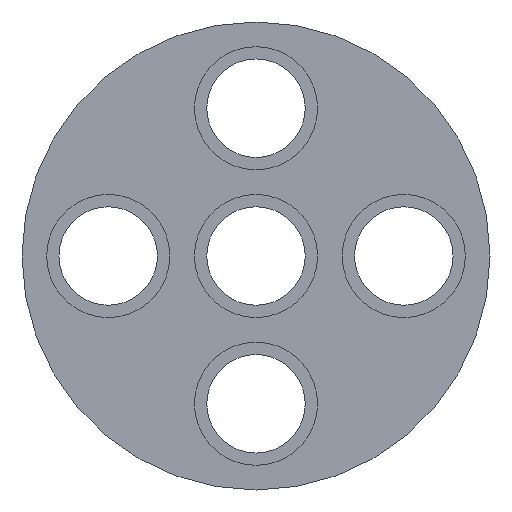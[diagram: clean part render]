
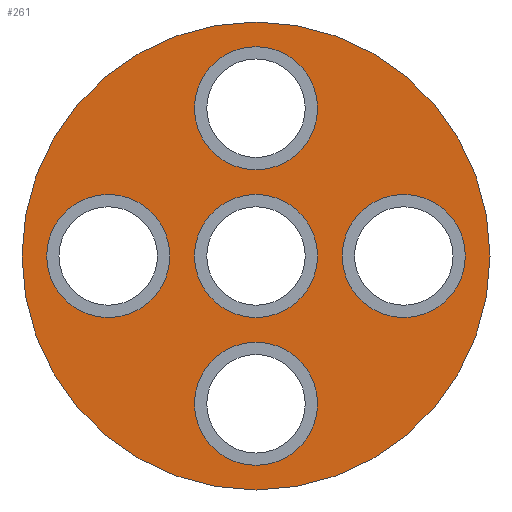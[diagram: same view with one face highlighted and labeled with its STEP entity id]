
A CAD part, front view. The second image highlights one B-rep face of the part: STEP entity #261.
In plain terms, the highlighted planar face has unit normal (0, -1, 0).
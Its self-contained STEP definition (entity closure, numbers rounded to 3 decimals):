
#2 = DIRECTION ( 'NONE',  ( 0., 1., 0. ) ) ;
#14 = DIRECTION ( 'NONE',  ( 0., 0., 1. ) ) ;
#20 = VERTEX_POINT ( 'NONE', #1436 ) ;
#105 = AXIS2_PLACEMENT_3D ( 'NONE', #1428, #1442, #608 ) ;
#122 = DIRECTION ( 'NONE',  ( 0., 0., 1. ) ) ;
#128 = VERTEX_POINT ( 'NONE', #184 ) ;
#132 = VERTEX_POINT ( 'NONE', #1248 ) ;
#157 = ORIENTED_EDGE ( 'NONE', *, *, #814, .T. ) ;
#184 = CARTESIAN_POINT ( 'NONE',  ( 0., -1.5, -3.5 ) ) ;
#191 = DIRECTION ( 'NONE',  ( 0., 0., 1. ) ) ;
#212 = ORIENTED_EDGE ( 'NONE', *, *, #1155, .T. ) ;
#223 = FACE_OUTER_BOUND ( 'NONE', #1153, .T. ) ;
#231 = VERTEX_POINT ( 'NONE', #290 ) ;
#238 = AXIS2_PLACEMENT_3D ( 'NONE', #805, #704, #1169 ) ;
#250 = EDGE_LOOP ( 'NONE', ( #702, #1281 ) ) ;
#258 = EDGE_CURVE ( 'NONE', #128, #876, #765, .T. ) ;
#259 = DIRECTION ( 'NONE',  ( 0., 0., 1. ) ) ;
#261 = ADVANCED_FACE ( 'NONE', ( #576, #1067, #945, #1056, #1073, #223 ), #354, .F. ) ;
#278 = CARTESIAN_POINT ( 'NONE',  ( 0., -1.5, -2.5 ) ) ;
#283 = CIRCLE ( 'NONE', #1164, 2.5 ) ;
#290 = CARTESIAN_POINT ( 'NONE',  ( 0., -1.5, 3.5 ) ) ;
#304 = CIRCLE ( 'NONE', #105, 9.5 ) ;
#310 = AXIS2_PLACEMENT_3D ( 'NONE', #1487, #1359, #1266 ) ;
#311 = ORIENTED_EDGE ( 'NONE', *, *, #258, .T. ) ;
#312 = CIRCLE ( 'NONE', #509, 2.5 ) ;
#354 = PLANE ( 'NONE',  #656 ) ;
#410 = CIRCLE ( 'NONE', #1092, 9.5 ) ;
#426 = CARTESIAN_POINT ( 'NONE',  ( 0., -1.5, 0. ) ) ;
#451 = VERTEX_POINT ( 'NONE', #1202 ) ;
#470 = DIRECTION ( 'NONE',  ( 0., 0., 1. ) ) ;
#485 = ORIENTED_EDGE ( 'NONE', *, *, #803, .T. ) ;
#499 = CARTESIAN_POINT ( 'NONE',  ( -6., -1.5, 0. ) ) ;
#509 = AXIS2_PLACEMENT_3D ( 'NONE', #856, #1330, #259 ) ;
#522 = EDGE_CURVE ( 'NONE', #1122, #132, #410, .T. ) ;
#543 = CARTESIAN_POINT ( 'NONE',  ( 0., -1.5, 9.5 ) ) ;
#551 = EDGE_CURVE ( 'NONE', #1035, #20, #1334, .T. ) ;
#561 = CIRCLE ( 'NONE', #1427, 2.5 ) ;
#576 = FACE_BOUND ( 'NONE', #1405, .T. ) ;
#586 = EDGE_CURVE ( 'NONE', #20, #1035, #283, .T. ) ;
#590 = DIRECTION ( 'NONE',  ( 0., 1., 0. ) ) ;
#608 = DIRECTION ( 'NONE',  ( 0., 0., -1. ) ) ;
#633 = AXIS2_PLACEMENT_3D ( 'NONE', #1137, #590, #924 ) ;
#653 = EDGE_LOOP ( 'NONE', ( #311, #212 ) ) ;
#656 = AXIS2_PLACEMENT_3D ( 'NONE', #1423, #1171, #1304 ) ;
#663 = DIRECTION ( 'NONE',  ( 0., -1., 0. ) ) ;
#668 = ORIENTED_EDGE ( 'NONE', *, *, #1283, .T. ) ;
#673 = ORIENTED_EDGE ( 'NONE', *, *, #551, .T. ) ;
#675 = VERTEX_POINT ( 'NONE', #1063 ) ;
#702 = ORIENTED_EDGE ( 'NONE', *, *, #1255, .T. ) ;
#704 = DIRECTION ( 'NONE',  ( 0., 1., 0. ) ) ;
#727 = CARTESIAN_POINT ( 'NONE',  ( -6., -1.5, 2.5 ) ) ;
#731 = AXIS2_PLACEMENT_3D ( 'NONE', #777, #1130, #1276 ) ;
#732 = AXIS2_PLACEMENT_3D ( 'NONE', #1173, #2, #470 ) ;
#745 = EDGE_CURVE ( 'NONE', #231, #957, #1141, .T. ) ;
#757 = VERTEX_POINT ( 'NONE', #727 ) ;
#759 = DIRECTION ( 'NONE',  ( 0., 0., -1. ) ) ;
#765 = CIRCLE ( 'NONE', #1179, 2.5 ) ;
#777 = CARTESIAN_POINT ( 'NONE',  ( 0., -1.5, -6. ) ) ;
#803 = EDGE_CURVE ( 'NONE', #757, #675, #990, .T. ) ;
#805 = CARTESIAN_POINT ( 'NONE',  ( 0., -1.5, 6. ) ) ;
#814 = EDGE_CURVE ( 'NONE', #132, #1122, #304, .T. ) ;
#826 = EDGE_CURVE ( 'NONE', #675, #757, #312, .T. ) ;
#856 = CARTESIAN_POINT ( 'NONE',  ( -6., -1.5, 0. ) ) ;
#876 = VERTEX_POINT ( 'NONE', #1323 ) ;
#924 = DIRECTION ( 'NONE',  ( 0., 0., 1. ) ) ;
#945 = FACE_BOUND ( 'NONE', #1052, .T. ) ;
#955 = DIRECTION ( 'NONE',  ( 0., 0., 1. ) ) ;
#957 = VERTEX_POINT ( 'NONE', #1292 ) ;
#990 = CIRCLE ( 'NONE', #1503, 2.5 ) ;
#1035 = VERTEX_POINT ( 'NONE', #278 ) ;
#1052 = EDGE_LOOP ( 'NONE', ( #485, #1136 ) ) ;
#1056 = FACE_BOUND ( 'NONE', #250, .T. ) ;
#1063 = CARTESIAN_POINT ( 'NONE',  ( -6., -1.5, -2.5 ) ) ;
#1067 = FACE_BOUND ( 'NONE', #653, .T. ) ;
#1073 = FACE_BOUND ( 'NONE', #1277, .T. ) ;
#1092 = AXIS2_PLACEMENT_3D ( 'NONE', #1493, #663, #759 ) ;
#1096 = DIRECTION ( 'NONE',  ( 0., 1., 0. ) ) ;
#1122 = VERTEX_POINT ( 'NONE', #543 ) ;
#1130 = DIRECTION ( 'NONE',  ( 0., 1., 0. ) ) ;
#1136 = ORIENTED_EDGE ( 'NONE', *, *, #826, .T. ) ;
#1137 = CARTESIAN_POINT ( 'NONE',  ( 0., -1.5, 6. ) ) ;
#1141 = CIRCLE ( 'NONE', #238, 2.5 ) ;
#1153 = EDGE_LOOP ( 'NONE', ( #157, #1516 ) ) ;
#1155 = EDGE_CURVE ( 'NONE', #876, #128, #1209, .T. ) ;
#1164 = AXIS2_PLACEMENT_3D ( 'NONE', #426, #1254, #191 ) ;
#1169 = DIRECTION ( 'NONE',  ( 0., 0., 1. ) ) ;
#1171 = DIRECTION ( 'NONE',  ( 0., 1., 0. ) ) ;
#1173 = CARTESIAN_POINT ( 'NONE',  ( 6., -1.5, 0. ) ) ;
#1179 = AXIS2_PLACEMENT_3D ( 'NONE', #1396, #1539, #122 ) ;
#1202 = CARTESIAN_POINT ( 'NONE',  ( 6., -1.5, 2.5 ) ) ;
#1209 = CIRCLE ( 'NONE', #731, 2.5 ) ;
#1211 = CIRCLE ( 'NONE', #732, 2.5 ) ;
#1248 = CARTESIAN_POINT ( 'NONE',  ( 0., -1.5, -9.5 ) ) ;
#1254 = DIRECTION ( 'NONE',  ( 0., 1., 0. ) ) ;
#1255 = EDGE_CURVE ( 'NONE', #957, #231, #1498, .T. ) ;
#1266 = DIRECTION ( 'NONE',  ( 0., 0., 1. ) ) ;
#1276 = DIRECTION ( 'NONE',  ( 0., 0., 1. ) ) ;
#1277 = EDGE_LOOP ( 'NONE', ( #668, #1345 ) ) ;
#1281 = ORIENTED_EDGE ( 'NONE', *, *, #745, .T. ) ;
#1283 = EDGE_CURVE ( 'NONE', #451, #1291, #561, .T. ) ;
#1291 = VERTEX_POINT ( 'NONE', #1425 ) ;
#1292 = CARTESIAN_POINT ( 'NONE',  ( 0., -1.5, 8.5 ) ) ;
#1304 = DIRECTION ( 'NONE',  ( 0., 0., -1. ) ) ;
#1306 = DIRECTION ( 'NONE',  ( 0., 1., 0. ) ) ;
#1323 = CARTESIAN_POINT ( 'NONE',  ( 0., -1.5, -8.5 ) ) ;
#1329 = EDGE_CURVE ( 'NONE', #1291, #451, #1211, .T. ) ;
#1330 = DIRECTION ( 'NONE',  ( 0., 1., 0. ) ) ;
#1334 = CIRCLE ( 'NONE', #310, 2.5 ) ;
#1345 = ORIENTED_EDGE ( 'NONE', *, *, #1329, .T. ) ;
#1359 = DIRECTION ( 'NONE',  ( 0., 1., 0. ) ) ;
#1396 = CARTESIAN_POINT ( 'NONE',  ( 0., -1.5, -6. ) ) ;
#1405 = EDGE_LOOP ( 'NONE', ( #1483, #673 ) ) ;
#1423 = CARTESIAN_POINT ( 'NONE',  ( 0., -1.5, 0. ) ) ;
#1425 = CARTESIAN_POINT ( 'NONE',  ( 6., -1.5, -2.5 ) ) ;
#1427 = AXIS2_PLACEMENT_3D ( 'NONE', #1522, #1306, #955 ) ;
#1428 = CARTESIAN_POINT ( 'NONE',  ( 0., -1.5, 0. ) ) ;
#1436 = CARTESIAN_POINT ( 'NONE',  ( 0., -1.5, 2.5 ) ) ;
#1442 = DIRECTION ( 'NONE',  ( 0., -1., 0. ) ) ;
#1483 = ORIENTED_EDGE ( 'NONE', *, *, #586, .T. ) ;
#1487 = CARTESIAN_POINT ( 'NONE',  ( 0., -1.5, 0. ) ) ;
#1493 = CARTESIAN_POINT ( 'NONE',  ( 0., -1.5, 0. ) ) ;
#1498 = CIRCLE ( 'NONE', #633, 2.5 ) ;
#1503 = AXIS2_PLACEMENT_3D ( 'NONE', #499, #1096, #14 ) ;
#1516 = ORIENTED_EDGE ( 'NONE', *, *, #522, .T. ) ;
#1522 = CARTESIAN_POINT ( 'NONE',  ( 6., -1.5, 0. ) ) ;
#1539 = DIRECTION ( 'NONE',  ( 0., 1., 0. ) ) ;
